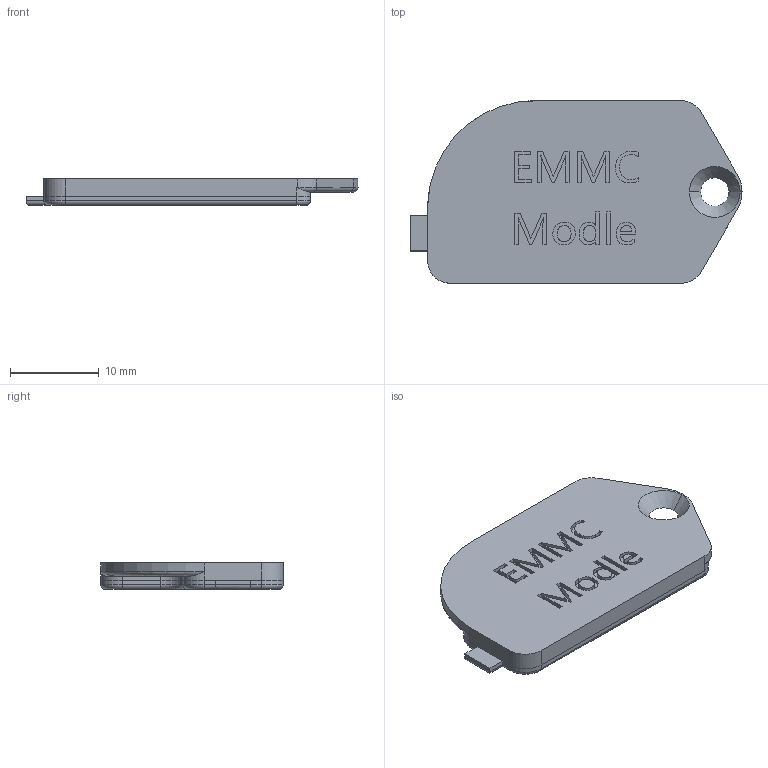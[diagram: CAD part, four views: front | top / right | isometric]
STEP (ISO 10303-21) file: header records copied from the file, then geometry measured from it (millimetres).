
FILE_DESCRIPTION (( 'STEP AP203' ), '1' );
FILE_NAME ('EMMC¸Ç°å.STEP', '2022-10-04T06:10:32', ( '' ), ( '' ), 'SwSTEP 2.0', 'SolidWorks 2021', '' );
FILE_SCHEMA (( 'CONFIG_CONTROL_DESIGN' ));
Length unit declared in the file: millimetre
Products named in the file (1): EMMC裔啣
Bounding box: 37.37 x 20.53 x 3 mm (x, y, z)
Volume: 1707.3 mm3; surface area: 2686.5 mm2
Topology: 2 solids, 2 shells, 207 faces, 549 edges, 358 vertices
Faces by surface type: plane 114, bspline 50, cylinder 30, torus 11, cone 2
Entity records: 8783 total; most frequent: CARTESIAN_POINT 3878, ORIENTED_EDGE 1098, DIRECTION 820, EDGE_CURVE 549, LINE 372, VECTOR 372, VERTEX_POINT 358, AXIS2_PLACEMENT_3D 224
